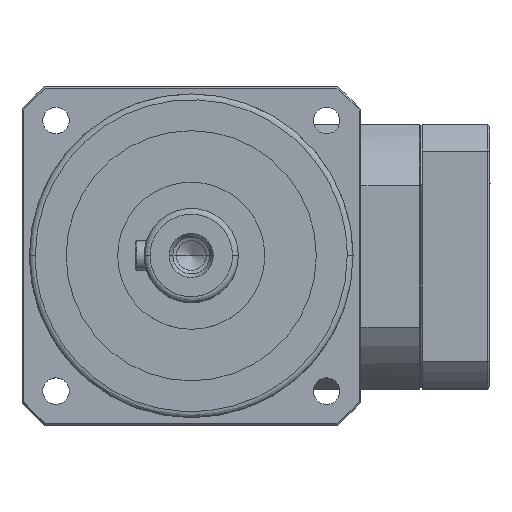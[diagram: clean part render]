
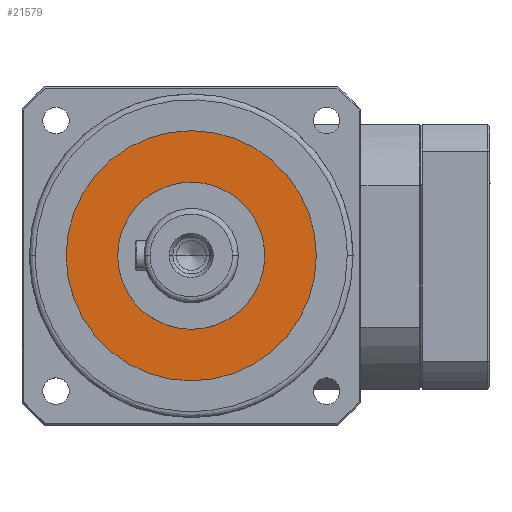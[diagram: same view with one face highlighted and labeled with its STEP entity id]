
A CAD part, top view. The second image highlights one B-rep face of the part: STEP entity #21579.
In plain terms, the highlighted planar face has unit normal (0, 0, 1).
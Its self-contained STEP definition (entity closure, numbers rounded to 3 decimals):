
#158 = DIRECTION ( 'NONE',  ( -1., 0., 0. ) ) ;
#644 = AXIS2_PLACEMENT_3D ( 'NONE', #11058, #23726, #12894 ) ;
#1950 = CIRCLE ( 'NONE', #23921, 42.5 ) ;
#2515 = AXIS2_PLACEMENT_3D ( 'NONE', #22428, #11527, #158 ) ;
#3464 = PLANE ( 'NONE',  #644 ) ;
#4681 = DIRECTION ( 'NONE',  ( 0., 0., 1. ) ) ;
#4801 = EDGE_LOOP ( 'NONE', ( #12576, #20104 ) ) ;
#6505 = DIRECTION ( 'NONE',  ( 0., 0., -1. ) ) ;
#6584 = EDGE_CURVE ( 'NONE', #20284, #16243, #8991, .T. ) ;
#7246 = EDGE_CURVE ( 'NONE', #16243, #20284, #9786, .T. ) ;
#7278 = ORIENTED_EDGE ( 'NONE', *, *, #6584, .T. ) ;
#7622 = CARTESIAN_POINT ( 'NONE',  ( 42.5, 0., 159.99 ) ) ;
#7985 = AXIS2_PLACEMENT_3D ( 'NONE', #15853, #4681, #17725 ) ;
#8991 = CIRCLE ( 'NONE', #9483, 25. ) ;
#9483 = AXIS2_PLACEMENT_3D ( 'NONE', #16001, #6505, #13559 ) ;
#9558 = FACE_BOUND ( 'NONE', #10425, .T. ) ;
#9633 = CIRCLE ( 'NONE', #7985, 42.5 ) ;
#9786 = CIRCLE ( 'NONE', #2515, 25. ) ;
#10287 = DIRECTION ( 'NONE',  ( 0., 0., 1. ) ) ;
#10425 = EDGE_LOOP ( 'NONE', ( #11051, #7278 ) ) ;
#11051 = ORIENTED_EDGE ( 'NONE', *, *, #7246, .T. ) ;
#11058 = CARTESIAN_POINT ( 'NONE',  ( 0., 0., 159.99 ) ) ;
#11527 = DIRECTION ( 'NONE',  ( 0., 0., -1. ) ) ;
#11647 = EDGE_CURVE ( 'NONE', #18830, #12893, #9633, .T. ) ;
#12576 = ORIENTED_EDGE ( 'NONE', *, *, #11647, .T. ) ;
#12893 = VERTEX_POINT ( 'NONE', #7622 ) ;
#12894 = DIRECTION ( 'NONE',  ( 1., 0., 0. ) ) ;
#13559 = DIRECTION ( 'NONE',  ( -1., 0., 0. ) ) ;
#13865 = FACE_OUTER_BOUND ( 'NONE', #4801, .T. ) ;
#15853 = CARTESIAN_POINT ( 'NONE',  ( 0., 0., 159.99 ) ) ;
#16001 = CARTESIAN_POINT ( 'NONE',  ( 0., 0., 159.99 ) ) ;
#16243 = VERTEX_POINT ( 'NONE', #18778 ) ;
#16408 = EDGE_CURVE ( 'NONE', #12893, #18830, #1950, .T. ) ;
#17725 = DIRECTION ( 'NONE',  ( -1., 0., 0. ) ) ;
#18778 = CARTESIAN_POINT ( 'NONE',  ( -25., 0., 159.99 ) ) ;
#18830 = VERTEX_POINT ( 'NONE', #18959 ) ;
#18959 = CARTESIAN_POINT ( 'NONE',  ( -42.5, 0., 159.99 ) ) ;
#20104 = ORIENTED_EDGE ( 'NONE', *, *, #16408, .T. ) ;
#20284 = VERTEX_POINT ( 'NONE', #20661 ) ;
#20661 = CARTESIAN_POINT ( 'NONE',  ( 25., 0., 159.99 ) ) ;
#21182 = CARTESIAN_POINT ( 'NONE',  ( 0., 0., 159.99 ) ) ;
#21579 = ADVANCED_FACE ( 'NONE', ( #13865, #9558 ), #3464, .T. ) ;
#22428 = CARTESIAN_POINT ( 'NONE',  ( 0., 0., 159.99 ) ) ;
#23002 = DIRECTION ( 'NONE',  ( -1., 0., 0. ) ) ;
#23726 = DIRECTION ( 'NONE',  ( 0., 0., 1. ) ) ;
#23921 = AXIS2_PLACEMENT_3D ( 'NONE', #21182, #10287, #23002 ) ;
